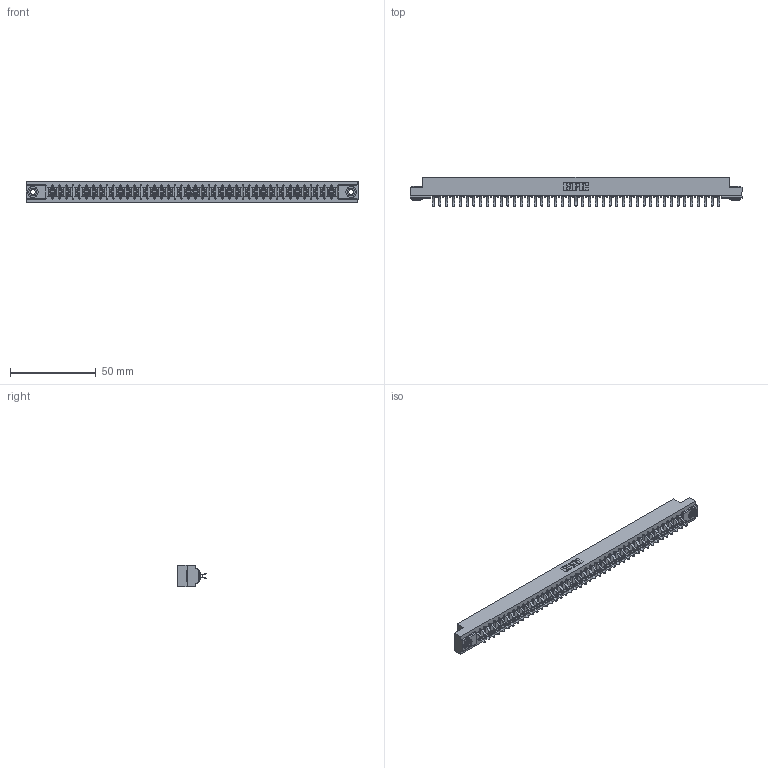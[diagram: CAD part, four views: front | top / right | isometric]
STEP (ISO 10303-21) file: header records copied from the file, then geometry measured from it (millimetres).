
FILE_DESCRIPTION (( 'STEP AP203' ), '1' );
FILE_NAME ('357-086-556-203.STEP', '2018-08-13T02:42:56', ( '' ), ( '' ), 'SwSTEP 2.0', 'SolidWorks 2016', '' );
FILE_SCHEMA (( 'CONFIG_CONTROL_DESIGN' ));
Length unit declared in the file: inch
Products named in the file (4): 345-250-002_345-250-002-102; 357-086-556-203; 307 Part_.156 Dia Mounting Holes; 307-290-001_556
Assembly tree (89 placements, depth 2):
  357-086-556-203
    307 Part_.156 Dia Mounting Holes
    307-290-001_556  x86
    345-250-002_345-250-002-102  x2
Bounding box: 193.4 x 16.97 x 12.7 mm (x, y, z)
Volume: 20558.1 mm3; surface area: 25198.2 mm2
Topology: 89 solids, 89 shells, 4514 faces, 12647 edges, 8194 vertices
Faces by surface type: plane 2932, cylinder 1486, sphere 88, cone 8
Entity records: 39285 total; most frequent: CARTESIAN_POINT 6408, ORIENTED_EDGE 6342, DIRECTION 6291, EDGE_CURVE 3171, VECTOR 2425, LINE 2425, VERTEX_POINT 2050, AXIS2_PLACEMENT_3D 1933
